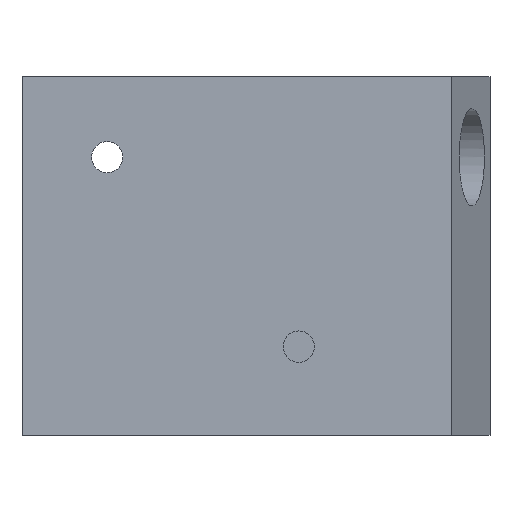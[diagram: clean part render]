
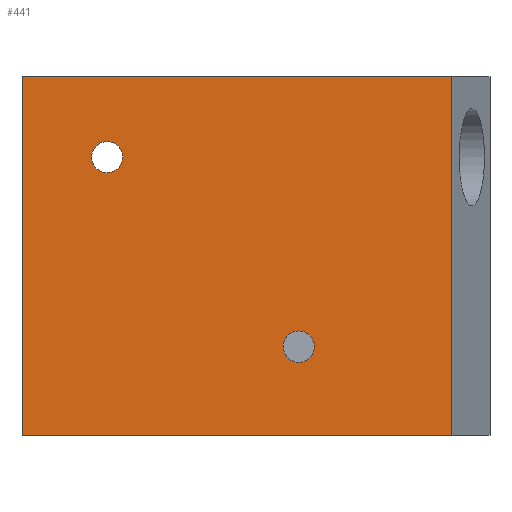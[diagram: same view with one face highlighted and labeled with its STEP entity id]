
A CAD part, front view. The second image highlights one B-rep face of the part: STEP entity #441.
In plain terms, the highlighted planar face has unit normal (0, -1, 0).
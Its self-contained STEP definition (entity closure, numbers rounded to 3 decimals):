
#16=FACE_BOUND('',#86,.T.);
#17=FACE_BOUND('',#87,.T.);
#41=PLANE('',#487);
#61=FACE_OUTER_BOUND('',#85,.T.);
#85=EDGE_LOOP('',(#349,#350,#351,#352));
#86=EDGE_LOOP('',(#353));
#87=EDGE_LOOP('',(#354));
#126=LINE('',#815,#165);
#128=LINE('',#819,#167);
#134=LINE('',#831,#173);
#135=LINE('',#832,#174);
#165=VECTOR('',#556,10.);
#167=VECTOR('',#560,10.);
#173=VECTOR('',#568,10.);
#174=VECTOR('',#569,10.);
#191=CIRCLE('',#469,2.553);
#193=CIRCLE('',#472,2.553);
#205=VERTEX_POINT('',#622);
#207=VERTEX_POINT('',#628);
#226=VERTEX_POINT('',#812);
#227=VERTEX_POINT('',#814);
#228=VERTEX_POINT('',#818);
#233=VERTEX_POINT('',#830);
#245=EDGE_CURVE('',#205,#205,#191,.T.);
#248=EDGE_CURVE('',#207,#207,#193,.T.);
#273=EDGE_CURVE('',#227,#226,#126,.T.);
#275=EDGE_CURVE('',#228,#227,#128,.T.);
#281=EDGE_CURVE('',#226,#233,#134,.T.);
#282=EDGE_CURVE('',#233,#228,#135,.T.);
#349=ORIENTED_EDGE('',*,*,#273,.T.);
#350=ORIENTED_EDGE('',*,*,#281,.T.);
#351=ORIENTED_EDGE('',*,*,#282,.T.);
#352=ORIENTED_EDGE('',*,*,#275,.T.);
#353=ORIENTED_EDGE('',*,*,#245,.T.);
#354=ORIENTED_EDGE('',*,*,#248,.T.);
#441=ADVANCED_FACE('',(#61,#16,#17),#41,.F.);
#469=AXIS2_PLACEMENT_3D('',#623,#509,#510);
#472=AXIS2_PLACEMENT_3D('',#629,#516,#517);
#487=AXIS2_PLACEMENT_3D('',#829,#566,#567);
#509=DIRECTION('center_axis',(0.,1.,0.));
#510=DIRECTION('ref_axis',(1.,0.,0.));
#516=DIRECTION('center_axis',(0.,1.,0.));
#517=DIRECTION('ref_axis',(1.,0.,0.));
#556=DIRECTION('',(0.,0.,-1.));
#560=DIRECTION('',(-1.,0.,0.));
#566=DIRECTION('center_axis',(0.,1.,0.));
#567=DIRECTION('ref_axis',(1.,0.,0.));
#568=DIRECTION('',(1.,0.,0.));
#569=DIRECTION('',(0.,0.,1.));
#622=CARTESIAN_POINT('',(-26.448,0.,25.993));
#623=CARTESIAN_POINT('Origin',(-23.896,0.,25.993));
#628=CARTESIAN_POINT('',(4.815,0.,-4.915));
#629=CARTESIAN_POINT('Origin',(7.367,0.,-4.915));
#812=CARTESIAN_POINT('',(-37.782,0.,-19.346));
#814=CARTESIAN_POINT('',(-37.782,0.,39.074));
#815=CARTESIAN_POINT('',(-37.782,0.,9.864));
#818=CARTESIAN_POINT('',(32.198,0.,39.074));
#819=CARTESIAN_POINT('',(38.548,0.,39.074));
#829=CARTESIAN_POINT('Origin',(-2.727,0.,9.864));
#830=CARTESIAN_POINT('',(32.198,0.,-19.346));
#831=CARTESIAN_POINT('',(-44.002,0.,-19.346));
#832=CARTESIAN_POINT('',(32.198,0.,9.864));
